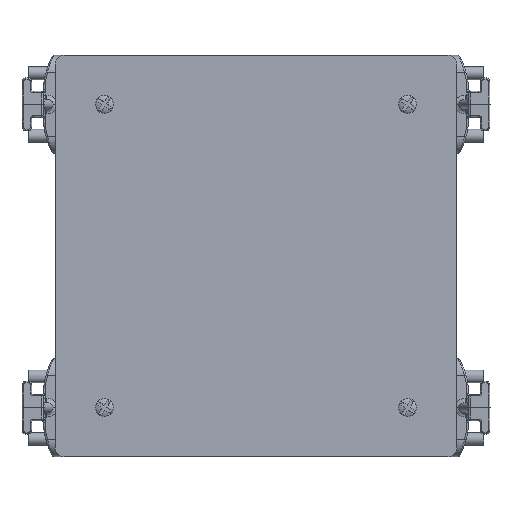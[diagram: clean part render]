
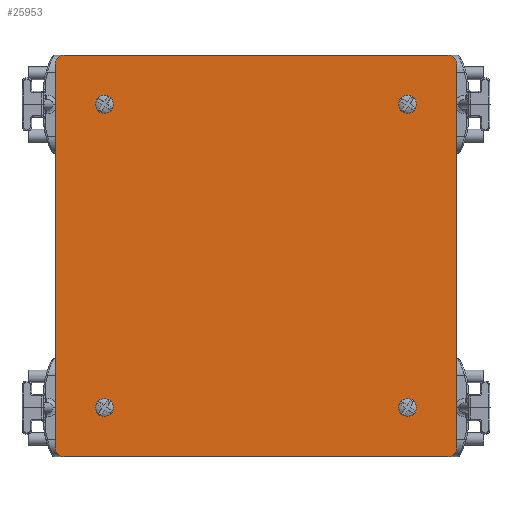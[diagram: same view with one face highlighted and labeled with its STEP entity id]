
A CAD part, top view. The second image highlights one B-rep face of the part: STEP entity #25953.
In plain terms, the highlighted planar face has unit normal (0, 0, 1).
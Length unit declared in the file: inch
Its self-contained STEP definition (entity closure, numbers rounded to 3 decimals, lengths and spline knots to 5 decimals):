
#724 = AXIS2_PLACEMENT_3D ( 'NONE', #49243, #11330, #34792 ) ;
#802 = DIRECTION ( 'NONE',  ( 1., 0., 0. ) ) ;
#1172 = CARTESIAN_POINT ( 'NONE',  ( 0.10205, -0.02459, 0.04 ) ) ;
#1235 = VERTEX_POINT ( 'NONE', #47901 ) ;
#2995 = AXIS2_PLACEMENT_3D ( 'NONE', #29418, #52840, #81795 ) ;
#3072 = CIRCLE ( 'NONE', #2995, 0.125 ) ;
#3368 = EDGE_LOOP ( 'NONE', ( #98064, #21658, #3609, #85029, #41324, #23933, #44294, #32263 ) ) ;
#3486 = CARTESIAN_POINT ( 'NONE',  ( -1.89745, -2.14959, 0.04 ) ) ;
#3609 = ORIENTED_EDGE ( 'NONE', *, *, #13322, .F. ) ;
#3781 = VERTEX_POINT ( 'NONE', #28399 ) ;
#5520 = CIRCLE ( 'NONE', #724, 0.125 ) ;
#5814 = AXIS2_PLACEMENT_3D ( 'NONE', #1172, #96642, #39092 ) ;
#7321 = CARTESIAN_POINT ( 'NONE',  ( 2.22705, 2.10041, 0.04 ) ) ;
#8829 = CARTESIAN_POINT ( 'NONE',  ( -2.71045, -2.83709, 0.04 ) ) ;
#10607 = DIRECTION ( 'NONE',  ( -1., 0., 0. ) ) ;
#11330 = DIRECTION ( 'NONE',  ( 0., 0., -1. ) ) ;
#12361 = CARTESIAN_POINT ( 'NONE',  ( 2.91455, -2.71209, 0.04 ) ) ;
#13322 = EDGE_CURVE ( 'NONE', #3781, #19160, #81128, .T. ) ;
#14503 = EDGE_LOOP ( 'NONE', ( #59496 ) ) ;
#14543 = EDGE_CURVE ( 'NONE', #51193, #76889, #3072, .T. ) ;
#14802 = DIRECTION ( 'NONE',  ( 0., 0., -1. ) ) ;
#18380 = FACE_BOUND ( 'NONE', #65532, .T. ) ;
#18477 = VERTEX_POINT ( 'NONE', #3486 ) ;
#19160 = VERTEX_POINT ( 'NONE', #38881 ) ;
#19537 = AXIS2_PLACEMENT_3D ( 'NONE', #7321, #62155, #802 ) ;
#19968 = DIRECTION ( 'NONE',  ( 1., 0., 0. ) ) ;
#21266 = ORIENTED_EDGE ( 'NONE', *, *, #51315, .T. ) ;
#21658 = ORIENTED_EDGE ( 'NONE', *, *, #30256, .F. ) ;
#21869 = CARTESIAN_POINT ( 'NONE',  ( -2.02245, -2.14959, 0.04 ) ) ;
#22122 = ORIENTED_EDGE ( 'NONE', *, *, #67745, .T. ) ;
#23406 = EDGE_CURVE ( 'NONE', #32950, #32950, #77478, .T. ) ;
#23809 = LINE ( 'NONE', #8829, #56079 ) ;
#23933 = ORIENTED_EDGE ( 'NONE', *, *, #93256, .F. ) ;
#24834 = CARTESIAN_POINT ( 'NONE',  ( 2.78955, 2.78791, 0.04 ) ) ;
#25953 = ADVANCED_FACE ( 'NONE', ( #18380, #64243, #38116, #83518, #84486 ), #68050, .T. ) ;
#26802 = CARTESIAN_POINT ( 'NONE',  ( 2.22705, -2.14959, 0.04 ) ) ;
#28399 = CARTESIAN_POINT ( 'NONE',  ( -2.71045, 2.66291, 0.04 ) ) ;
#29266 = LINE ( 'NONE', #60665, #34719 ) ;
#29320 = CARTESIAN_POINT ( 'NONE',  ( 2.91455, 2.78791, 0.04 ) ) ;
#29418 = CARTESIAN_POINT ( 'NONE',  ( 2.78955, 2.66291, 0.04 ) ) ;
#29457 = VECTOR ( 'NONE', #82183, 39.37008 ) ;
#29736 = CIRCLE ( 'NONE', #88686, 0.125 ) ;
#30256 = EDGE_CURVE ( 'NONE', #19160, #51193, #29266, .T. ) ;
#32263 = ORIENTED_EDGE ( 'NONE', *, *, #98462, .F. ) ;
#32271 = DIRECTION ( 'NONE',  ( 0., 1., 0. ) ) ;
#32584 = CARTESIAN_POINT ( 'NONE',  ( 2.91455, -2.83709, 0.04 ) ) ;
#32950 = VERTEX_POINT ( 'NONE', #86807 ) ;
#34719 = VECTOR ( 'NONE', #59705, 39.37008 ) ;
#34792 = DIRECTION ( 'NONE',  ( 1., 0., 0. ) ) ;
#35843 = EDGE_CURVE ( 'NONE', #18477, #18477, #29736, .T. ) ;
#36281 = DIRECTION ( 'NONE',  ( 1., 0., 0. ) ) ;
#38116 = FACE_BOUND ( 'NONE', #81474, .T. ) ;
#38881 = CARTESIAN_POINT ( 'NONE',  ( -2.58545, 2.78791, 0.04 ) ) ;
#39092 = DIRECTION ( 'NONE',  ( 1., 0., 0. ) ) ;
#39580 = DIRECTION ( 'NONE',  ( -1., 0., 0. ) ) ;
#40092 = CARTESIAN_POINT ( 'NONE',  ( 2.78955, -2.83709, 0.04 ) ) ;
#41324 = ORIENTED_EDGE ( 'NONE', *, *, #63676, .F. ) ;
#43752 = EDGE_CURVE ( 'NONE', #89841, #3781, #23809, .T. ) ;
#43770 = DIRECTION ( 'NONE',  ( 0., 0., -1. ) ) ;
#44294 = ORIENTED_EDGE ( 'NONE', *, *, #92909, .F. ) ;
#45021 = CIRCLE ( 'NONE', #19537, 0.125 ) ;
#45291 = DIRECTION ( 'NONE',  ( 1., 0., 0. ) ) ;
#47901 = CARTESIAN_POINT ( 'NONE',  ( -2.58545, -2.83709, 0.04 ) ) ;
#49243 = CARTESIAN_POINT ( 'NONE',  ( -2.02245, 2.10041, 0.04 ) ) ;
#49569 = CIRCLE ( 'NONE', #55920, 0.125 ) ;
#51193 = VERTEX_POINT ( 'NONE', #24834 ) ;
#51315 = EDGE_CURVE ( 'NONE', #88775, #88775, #5520, .T. ) ;
#52288 = DIRECTION ( 'NONE',  ( 0., 0., -1. ) ) ;
#52840 = DIRECTION ( 'NONE',  ( 0., 0., -1. ) ) ;
#55047 = LINE ( 'NONE', #32584, #59672 ) ;
#55856 = AXIS2_PLACEMENT_3D ( 'NONE', #65831, #14802, #19968 ) ;
#55920 = AXIS2_PLACEMENT_3D ( 'NONE', #92948, #69533, #39580 ) ;
#56079 = VECTOR ( 'NONE', #32271, 39.37008 ) ;
#59496 = ORIENTED_EDGE ( 'NONE', *, *, #23406, .T. ) ;
#59672 = VECTOR ( 'NONE', #10607, 39.37008 ) ;
#59705 = DIRECTION ( 'NONE',  ( 1., 0., 0. ) ) ;
#60665 = CARTESIAN_POINT ( 'NONE',  ( -2.71045, 2.78791, 0.04 ) ) ;
#61293 = CARTESIAN_POINT ( 'NONE',  ( 2.78955, -2.71209, 0.04 ) ) ;
#62155 = DIRECTION ( 'NONE',  ( 0., 0., -1. ) ) ;
#62494 = CARTESIAN_POINT ( 'NONE',  ( -2.71045, -2.71209, 0.04 ) ) ;
#63676 = EDGE_CURVE ( 'NONE', #1235, #89841, #49569, .T. ) ;
#64243 = FACE_BOUND ( 'NONE', #72955, .T. ) ;
#65532 = EDGE_LOOP ( 'NONE', ( #98398 ) ) ;
#65818 = CARTESIAN_POINT ( 'NONE',  ( -1.89745, 2.10041, 0.04 ) ) ;
#65831 = CARTESIAN_POINT ( 'NONE',  ( -2.58545, 2.66291, 0.04 ) ) ;
#66529 = CARTESIAN_POINT ( 'NONE',  ( 2.91455, 2.66291, 0.04 ) ) ;
#67745 = EDGE_CURVE ( 'NONE', #83735, #83735, #45021, .T. ) ;
#68050 = PLANE ( 'NONE',  #5814 ) ;
#69154 = VERTEX_POINT ( 'NONE', #12361 ) ;
#69533 = DIRECTION ( 'NONE',  ( 0., 0., -1. ) ) ;
#69732 = CARTESIAN_POINT ( 'NONE',  ( 2.35205, 2.10041, 0.04 ) ) ;
#72955 = EDGE_LOOP ( 'NONE', ( #21266 ) ) ;
#75477 = AXIS2_PLACEMENT_3D ( 'NONE', #61293, #76698, #79182 ) ;
#76698 = DIRECTION ( 'NONE',  ( 0., 0., -1. ) ) ;
#76889 = VERTEX_POINT ( 'NONE', #66529 ) ;
#77478 = CIRCLE ( 'NONE', #91882, 0.125 ) ;
#79182 = DIRECTION ( 'NONE',  ( -1., 0., 0. ) ) ;
#81128 = CIRCLE ( 'NONE', #55856, 0.125 ) ;
#81213 = VERTEX_POINT ( 'NONE', #40092 ) ;
#81474 = EDGE_LOOP ( 'NONE', ( #22122 ) ) ;
#81795 = DIRECTION ( 'NONE',  ( -1., 0., 0. ) ) ;
#81926 = CIRCLE ( 'NONE', #75477, 0.125 ) ;
#82183 = DIRECTION ( 'NONE',  ( 0., -1., 0. ) ) ;
#83518 = FACE_BOUND ( 'NONE', #14503, .T. ) ;
#83735 = VERTEX_POINT ( 'NONE', #69732 ) ;
#84486 = FACE_OUTER_BOUND ( 'NONE', #3368, .T. ) ;
#85029 = ORIENTED_EDGE ( 'NONE', *, *, #43752, .F. ) ;
#86807 = CARTESIAN_POINT ( 'NONE',  ( 2.35205, -2.14959, 0.04 ) ) ;
#88686 = AXIS2_PLACEMENT_3D ( 'NONE', #21869, #52288, #45291 ) ;
#88775 = VERTEX_POINT ( 'NONE', #65818 ) ;
#89841 = VERTEX_POINT ( 'NONE', #62494 ) ;
#90153 = LINE ( 'NONE', #29320, #29457 ) ;
#91882 = AXIS2_PLACEMENT_3D ( 'NONE', #26802, #43770, #36281 ) ;
#92909 = EDGE_CURVE ( 'NONE', #69154, #81213, #81926, .T. ) ;
#92948 = CARTESIAN_POINT ( 'NONE',  ( -2.58545, -2.71209, 0.04 ) ) ;
#93256 = EDGE_CURVE ( 'NONE', #81213, #1235, #55047, .T. ) ;
#96642 = DIRECTION ( 'NONE',  ( 0., 0., 1. ) ) ;
#98064 = ORIENTED_EDGE ( 'NONE', *, *, #14543, .F. ) ;
#98398 = ORIENTED_EDGE ( 'NONE', *, *, #35843, .T. ) ;
#98462 = EDGE_CURVE ( 'NONE', #76889, #69154, #90153, .T. ) ;
